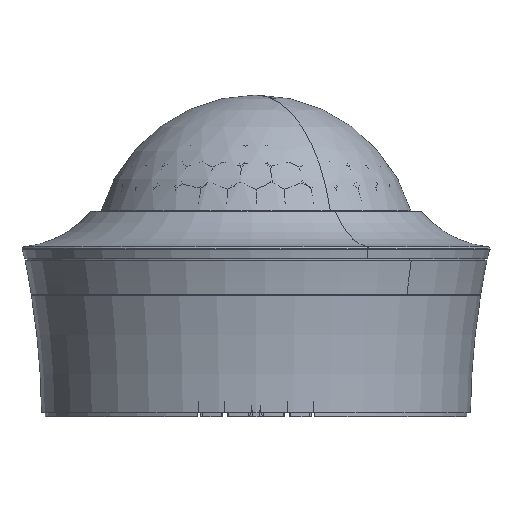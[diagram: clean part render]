
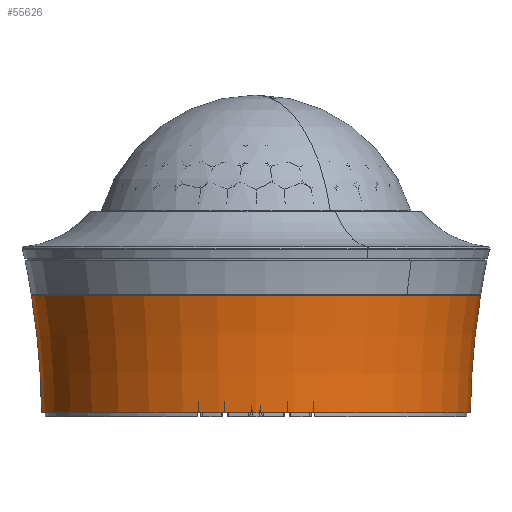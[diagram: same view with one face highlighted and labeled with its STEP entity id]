
A CAD part, left-side view. The second image highlights one B-rep face of the part: STEP entity #55626.
In plain terms, the highlighted toroidal (fillet/blend) face has major radius 228.5 mm and minor radius 179.07 mm.
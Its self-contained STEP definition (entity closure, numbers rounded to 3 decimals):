
#53392=AXIS2_PLACEMENT_3D('Circle Axis2P3D',#53390,#53391,$) ;
#53401=AXIS2_PLACEMENT_3D('Circle Axis2P3D',#53399,#53400,$) ;
#55577=AXIS2_PLACEMENT_3D('Circle Axis2P3D',#55575,#55576,$) ;
#55582=AXIS2_PLACEMENT_3D('Circle Axis2P3D',#55580,#55581,$) ;
#55604=AXIS2_PLACEMENT_3D('Torus Axis2P3D',#55601,#55602,#55603) ;
#55608=AXIS2_PLACEMENT_3D('Circle Axis2P3D',#55606,#55607,$) ;
#55615=AXIS2_PLACEMENT_3D('Circle Axis2P3D',#55613,#55614,$) ;
#53390=CARTESIAN_POINT('Axis2P3D Location',(0.,0.,-23.)) ;
#53394=CARTESIAN_POINT('Vertex',(-49.441,0.,-23.)) ;
#53396=CARTESIAN_POINT('Vertex',(0.,-49.441,-23.)) ;
#53399=CARTESIAN_POINT('Axis2P3D Location',(0.,0.,-23.)) ;
#53403=CARTESIAN_POINT('Vertex',(0.,49.441,-23.)) ;
#55572=CARTESIAN_POINT('Vertex',(0.,-51.777,3.9)) ;
#55575=CARTESIAN_POINT('Axis2P3D Location',(0.,-228.5,-25.)) ;
#55580=CARTESIAN_POINT('Axis2P3D Location',(0.,228.5,-25.)) ;
#55584=CARTESIAN_POINT('Vertex',(0.,51.777,3.9)) ;
#55601=CARTESIAN_POINT('Axis2P3D Location',(0.,0.,-25.)) ;
#55606=CARTESIAN_POINT('Axis2P3D Location',(0.,0.,3.9)) ;
#55610=CARTESIAN_POINT('Vertex',(-51.777,0.,3.9)) ;
#55613=CARTESIAN_POINT('Axis2P3D Location',(0.,0.,3.9)) ;
#53391=DIRECTION('Axis2P3D Direction',(0.,0.,1.)) ;
#53400=DIRECTION('Axis2P3D Direction',(0.,0.,1.)) ;
#55576=DIRECTION('Axis2P3D Direction',(-1.,0.,0.)) ;
#55581=DIRECTION('Axis2P3D Direction',(1.,0.,-0.)) ;
#55602=DIRECTION('Axis2P3D Direction',(0.,0.,1.)) ;
#55603=DIRECTION('Axis2P3D XDirection',(-1.,0.,0.)) ;
#55607=DIRECTION('Axis2P3D Direction',(0.,0.,1.)) ;
#55614=DIRECTION('Axis2P3D Direction',(0.,0.,1.)) ;
#55619=ORIENTED_EDGE('',*,*,#55612,.T.) ;
#55620=ORIENTED_EDGE('',*,*,#55586,.F.) ;
#55621=ORIENTED_EDGE('',*,*,#53405,.F.) ;
#55622=ORIENTED_EDGE('',*,*,#53398,.T.) ;
#55623=ORIENTED_EDGE('',*,*,#55579,.T.) ;
#55624=ORIENTED_EDGE('',*,*,#55617,.F.) ;
#55626=ADVANCED_FACE('01-PM-0-1-03-003-A03-091111_3D_AUFPUTZ _IP20_DOSE.1\\PartBody',(#55625),#55605,.F.) ;
#53393=CIRCLE('generated circle',#53392,49.441) ;
#53402=CIRCLE('generated circle',#53401,49.441) ;
#55578=CIRCLE('generated circle',#55577,179.07) ;
#55583=CIRCLE('generated circle',#55582,179.07) ;
#55609=CIRCLE('generated circle',#55608,51.777) ;
#55616=CIRCLE('generated circle',#55615,51.777) ;
#55605=TOROIDAL_SURFACE('homeo Torus',#55604,228.5,179.07) ;
#53398=EDGE_CURVE('',#53395,#53397,#53393,.T.) ;
#53405=EDGE_CURVE('',#53395,#53404,#53402,.F.) ;
#55579=EDGE_CURVE('',#53397,#55573,#55578,.F.) ;
#55586=EDGE_CURVE('',#53404,#55585,#55583,.F.) ;
#55612=EDGE_CURVE('',#55611,#55585,#55609,.F.) ;
#55617=EDGE_CURVE('',#55611,#55573,#55616,.T.) ;
#55618=EDGE_LOOP('',(#55619,#55620,#55621,#55622,#55623,#55624)) ;
#55625=FACE_OUTER_BOUND('',#55618,.T.) ;
#53395=VERTEX_POINT('',#53394) ;
#53397=VERTEX_POINT('',#53396) ;
#53404=VERTEX_POINT('',#53403) ;
#55573=VERTEX_POINT('',#55572) ;
#55585=VERTEX_POINT('',#55584) ;
#55611=VERTEX_POINT('',#55610) ;
